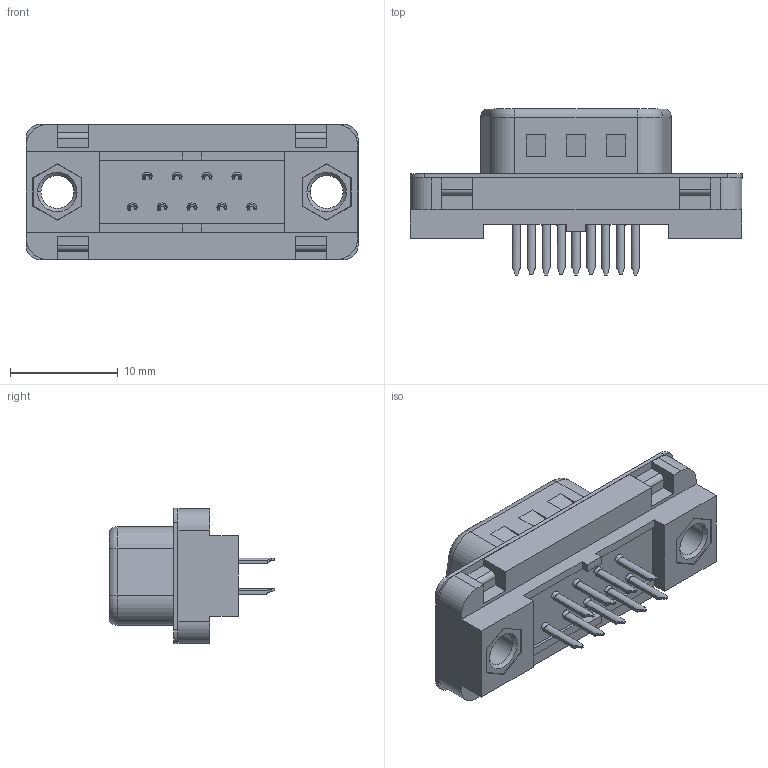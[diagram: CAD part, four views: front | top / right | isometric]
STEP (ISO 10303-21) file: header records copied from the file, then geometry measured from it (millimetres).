
FILE_DESCRIPTION((''),'2;1');
FILE_NAME('8030912181001_11','2023-09-01T14:13:48',('jon.luo'),(''),'CREO PARAMETRIC BY PTC INC, 2021304','CREO PARAMETRIC BY PTC INC, 2021304','');
FILE_SCHEMA(('CONFIG_CONTROL_DESIGN'));
Length unit declared in the file: millimetre
Products named in the file (1): 8030912181001_11
Bounding box: 30.81 x 15.4 x 12.55 mm (x, y, z)
Volume: 1613.6 mm3; surface area: 2711.3 mm2
Topology: 1 solids, 1 shells, 570 faces, 1512 edges, 946 vertices
Faces by surface type: plane 245, cylinder 174, bspline 99, sphere 36, torus 8, cone 8
Entity records: 22988 total; most frequent: CARTESIAN_POINT 9787, ORIENTED_EDGE 2952, DIRECTION 2354, EDGE_CURVE 1476, VERTEX_POINT 946, AXIS2_PLACEMENT_3D 803, VECTOR 748, LINE 748
